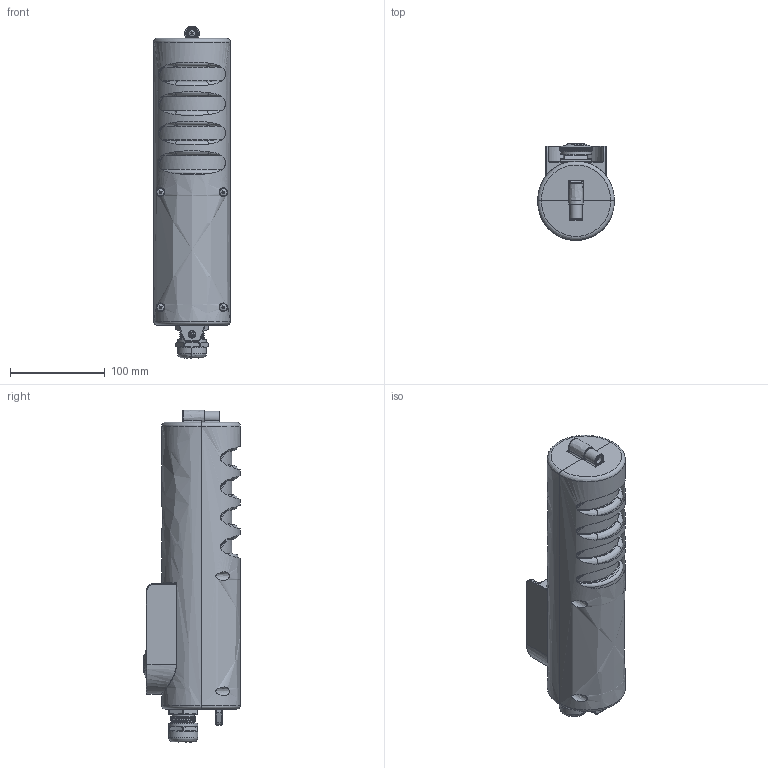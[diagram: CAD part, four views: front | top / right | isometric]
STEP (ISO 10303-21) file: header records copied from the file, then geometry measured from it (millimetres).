
FILE_DESCRIPTION(('FreeCAD Model'),'2;1');
FILE_NAME('Open CASCADE Shape Model','2025-04-30T07:41:19',('FreeCAD'),( 'FreeCAD'),'Open CASCADE STEP processor 7.6','FreeCAD','Unknown');
FILE_SCHEMA(('AUTOMOTIVE_DESIGN { 1 0 10303 214 1 1 1 1 }'));
Products named in the file (1): Open CASCADE STEP translator 7.6 1
Bounding box: 80.69 x 102.56 x 350.98 mm (x, y, z)
Volume: 349027.4 mm3; surface area: 234151.4 mm2
Topology: 44 solids, 44 shells, 2317 faces, 5946 edges, 3745 vertices
Faces by surface type: bspline 2317
Entity records: 81509 total; most frequent: CARTESIAN_POINT 48423, ORIENTED_EDGE 11832, EDGE_CURVE 5916, VERTEX_POINT 3736, B_SPLINE_CURVE_WITH_KNOTS 3119, FACE_BOUND 2432, EDGE_LOOP 2432, ADVANCED_FACE 2311
